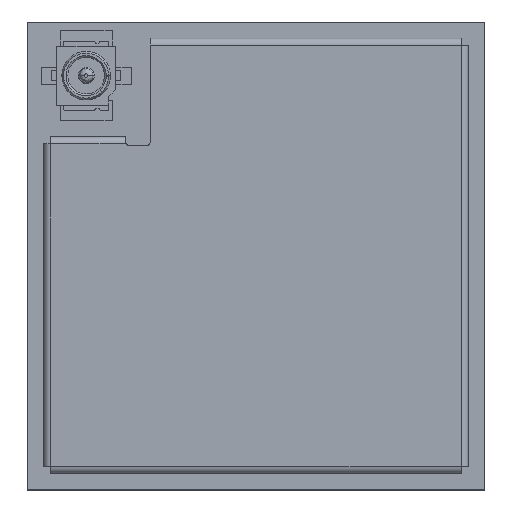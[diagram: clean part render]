
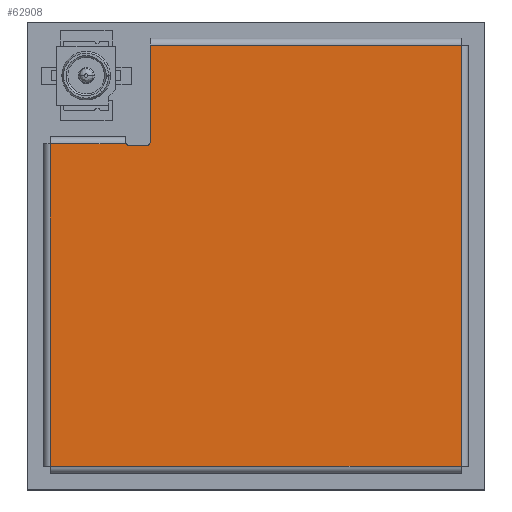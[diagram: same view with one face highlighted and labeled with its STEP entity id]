
A CAD part, top view. The second image highlights one B-rep face of the part: STEP entity #62908.
In plain terms, the highlighted face is planar.
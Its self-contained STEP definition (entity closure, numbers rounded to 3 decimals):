
#429 = DIRECTION ( 'NONE',  ( 0., 0., 1. ) ) ;
#689 = EDGE_CURVE ( 'NONE', #43036, #11498, #7294, .T. ) ;
#799 = VECTOR ( 'NONE', #20145, 1000. ) ;
#3018 = CARTESIAN_POINT ( 'NONE',  ( 3.075, 1.6, -10.55 ) ) ;
#4703 = VERTEX_POINT ( 'NONE', #3018 ) ;
#7294 = LINE ( 'NONE', #58357, #16684 ) ;
#7369 = VERTEX_POINT ( 'NONE', #60594 ) ;
#7837 = EDGE_CURVE ( 'NONE', #81969, #35348, #59258, .T. ) ;
#11498 = VERTEX_POINT ( 'NONE', #95539 ) ;
#12500 = DIRECTION ( 'NONE',  ( 0., 0., -1. ) ) ;
#14524 = CARTESIAN_POINT ( 'NONE',  ( 0., 1.6, 0. ) ) ;
#14697 = AXIS2_PLACEMENT_3D ( 'NONE', #14524, #20820, #51975 ) ;
#15410 = EDGE_CURVE ( 'NONE', #4703, #17594, #79055, .T. ) ;
#16684 = VECTOR ( 'NONE', #58863, 1000. ) ;
#17594 = VERTEX_POINT ( 'NONE', #85675 ) ;
#20145 = DIRECTION ( 'NONE',  ( -1., 0., 0. ) ) ;
#20820 = DIRECTION ( 'NONE',  ( 0., -1., 0. ) ) ;
#21309 = PLANE ( 'NONE',  #14697 ) ;
#22036 = ORIENTED_EDGE ( 'NONE', *, *, #689, .F. ) ;
#27966 = LINE ( 'NONE', #65898, #799 ) ;
#29577 = EDGE_CURVE ( 'NONE', #35348, #7369, #27966, .T. ) ;
#29643 = CARTESIAN_POINT ( 'NONE',  ( 0.2, 1.6, 0. ) ) ;
#32658 = CARTESIAN_POINT ( 'NONE',  ( 2.975, 1.6, -10.55 ) ) ;
#33125 = DIRECTION ( 'NONE',  ( 0., 1., 0. ) ) ;
#33356 = VECTOR ( 'NONE', #12500, 1000. ) ;
#35348 = VERTEX_POINT ( 'NONE', #61261 ) ;
#36041 = DIRECTION ( 'NONE',  ( 1., 0., 0. ) ) ;
#36662 = ORIENTED_EDGE ( 'NONE', *, *, #80822, .F. ) ;
#38169 = VECTOR ( 'NONE', #82514, 1000. ) ;
#40263 = VECTOR ( 'NONE', #74332, 1000. ) ;
#42372 = CARTESIAN_POINT ( 'NONE',  ( 0., 1.6, -13.35 ) ) ;
#42568 = VERTEX_POINT ( 'NONE', #87833 ) ;
#42845 = LINE ( 'NONE', #42372, #86450 ) ;
#43036 = VERTEX_POINT ( 'NONE', #61030 ) ;
#44720 = LINE ( 'NONE', #81589, #40263 ) ;
#50293 = EDGE_LOOP ( 'NONE', ( #64817, #22036, #36662, #60837, #86848, #52727, #55516, #62654, #51010 ) ) ;
#51010 = ORIENTED_EDGE ( 'NONE', *, *, #15410, .F. ) ;
#51504 = FACE_OUTER_BOUND ( 'NONE', #50293, .T. ) ;
#51672 = CARTESIAN_POINT ( 'NONE',  ( 2.475, 1.6, -10.55 ) ) ;
#51975 = DIRECTION ( 'NONE',  ( 0., 0., -1. ) ) ;
#52171 = DIRECTION ( 'NONE',  ( 0., 0., -1. ) ) ;
#52727 = ORIENTED_EDGE ( 'NONE', *, *, #29577, .F. ) ;
#54345 = EDGE_CURVE ( 'NONE', #7369, #62746, #81050, .T. ) ;
#55270 = CIRCLE ( 'NONE', #70751, 0.1 ) ;
#55516 = ORIENTED_EDGE ( 'NONE', *, *, #7837, .F. ) ;
#55764 = AXIS2_PLACEMENT_3D ( 'NONE', #32658, #33125, #71459 ) ;
#58357 = CARTESIAN_POINT ( 'NONE',  ( 0., 1.6, -10.45 ) ) ;
#58863 = DIRECTION ( 'NONE',  ( 1., 0., 0. ) ) ;
#59258 = LINE ( 'NONE', #73317, #67888 ) ;
#59952 = DIRECTION ( 'NONE',  ( 0., 1., 0. ) ) ;
#60594 = CARTESIAN_POINT ( 'NONE',  ( 0.2, 1.6, -1.2 ) ) ;
#60837 = ORIENTED_EDGE ( 'NONE', *, *, #76538, .F. ) ;
#61030 = CARTESIAN_POINT ( 'NONE',  ( 2.475, 1.6, -10.45 ) ) ;
#61261 = CARTESIAN_POINT ( 'NONE',  ( 12.05, 1.6, -1.2 ) ) ;
#62654 = ORIENTED_EDGE ( 'NONE', *, *, #92317, .F. ) ;
#62746 = VERTEX_POINT ( 'NONE', #74045 ) ;
#62908 = ADVANCED_FACE ( 'NONE', ( #51504 ), #21309, .F. ) ;
#63502 = CIRCLE ( 'NONE', #55764, 0.1 ) ;
#64817 = ORIENTED_EDGE ( 'NONE', *, *, #83272, .F. ) ;
#65496 = CARTESIAN_POINT ( 'NONE',  ( 3.075, 1.6, 0. ) ) ;
#65898 = CARTESIAN_POINT ( 'NONE',  ( 0., 1.6, -1.2 ) ) ;
#67888 = VECTOR ( 'NONE', #429, 1000. ) ;
#69303 = CARTESIAN_POINT ( 'NONE',  ( 12.05, 1.6, -13.35 ) ) ;
#70751 = AXIS2_PLACEMENT_3D ( 'NONE', #51672, #59952, #52171 ) ;
#71459 = DIRECTION ( 'NONE',  ( 0., 0., -1. ) ) ;
#73317 = CARTESIAN_POINT ( 'NONE',  ( 12.05, 1.6, 0. ) ) ;
#74045 = CARTESIAN_POINT ( 'NONE',  ( 0.2, 1.6, -10.5 ) ) ;
#74332 = DIRECTION ( 'NONE',  ( 1., 0., 0. ) ) ;
#76538 = EDGE_CURVE ( 'NONE', #62746, #42568, #44720, .T. ) ;
#79055 = LINE ( 'NONE', #65496, #33356 ) ;
#80822 = EDGE_CURVE ( 'NONE', #42568, #43036, #55270, .T. ) ;
#81050 = LINE ( 'NONE', #29643, #38169 ) ;
#81589 = CARTESIAN_POINT ( 'NONE',  ( 0., 1.6, -10.5 ) ) ;
#81969 = VERTEX_POINT ( 'NONE', #69303 ) ;
#82514 = DIRECTION ( 'NONE',  ( 0., 0., -1. ) ) ;
#83272 = EDGE_CURVE ( 'NONE', #11498, #4703, #63502, .T. ) ;
#85675 = CARTESIAN_POINT ( 'NONE',  ( 3.075, 1.6, -13.35 ) ) ;
#86450 = VECTOR ( 'NONE', #36041, 1000. ) ;
#86848 = ORIENTED_EDGE ( 'NONE', *, *, #54345, .F. ) ;
#87833 = CARTESIAN_POINT ( 'NONE',  ( 2.388, 1.6, -10.5 ) ) ;
#92317 = EDGE_CURVE ( 'NONE', #17594, #81969, #42845, .T. ) ;
#95539 = CARTESIAN_POINT ( 'NONE',  ( 2.975, 1.6, -10.45 ) ) ;
